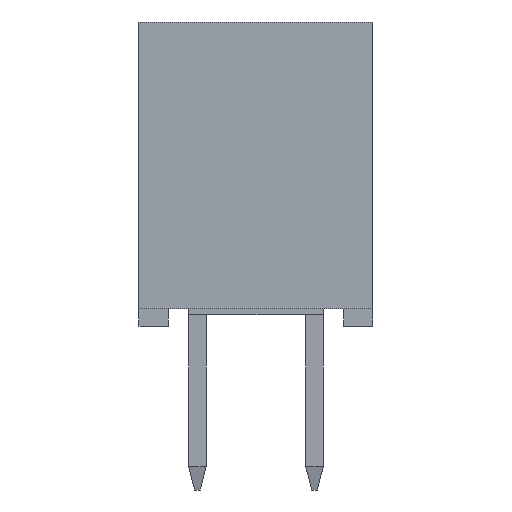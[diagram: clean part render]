
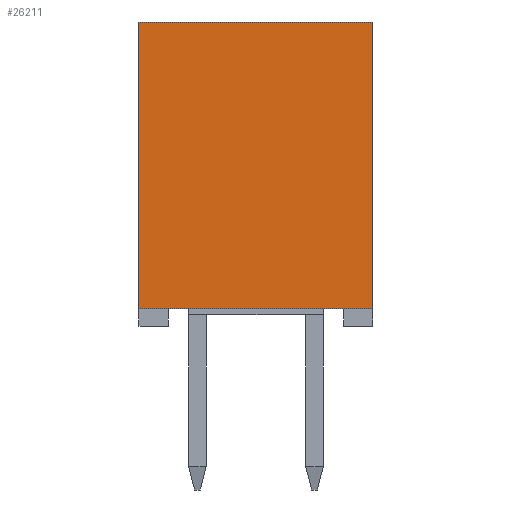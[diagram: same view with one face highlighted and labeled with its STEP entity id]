
A CAD part, front view. The second image highlights one B-rep face of the part: STEP entity #26211.
In plain terms, the highlighted face is planar.
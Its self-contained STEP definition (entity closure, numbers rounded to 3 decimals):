
#2445=ORIENTED_EDGE('',*,*,#7663,.F.);
#2446=ORIENTED_EDGE('',*,*,#7664,.F.);
#2447=ORIENTED_EDGE('',*,*,#7665,.F.);
#2448=ORIENTED_EDGE('',*,*,#7666,.F.);
#7663=EDGE_CURVE('',#10254,#10255,#12327,.T.);
#7664=EDGE_CURVE('',#10256,#10254,#12328,.T.);
#7665=EDGE_CURVE('',#10257,#10256,#12329,.T.);
#7666=EDGE_CURVE('',#10255,#10257,#12330,.T.);
#10254=VERTEX_POINT('',#35955);
#10255=VERTEX_POINT('',#35956);
#10256=VERTEX_POINT('',#35958);
#10257=VERTEX_POINT('',#35960);
#12327=LINE('',#35954,#14854);
#12328=LINE('',#35957,#14855);
#12329=LINE('',#35959,#14856);
#12330=LINE('',#35961,#14857);
#14854=VECTOR('',#30367,1000.);
#14855=VECTOR('',#30368,1000.);
#14856=VECTOR('',#30369,1000.);
#14857=VECTOR('',#30370,1000.);
#16670=EDGE_LOOP('',(#2445,#2446,#2447,#2448));
#17729=FACE_BOUND('',#16670,.T.);
#18773=PLANE('',#27302);
#26211=ADVANCED_FACE('',(#17729),#18773,.F.);
#27302=AXIS2_PLACEMENT_3D('',#35953,#30365,#30366);
#30365=DIRECTION('',(-1.,0.,0.));
#30366=DIRECTION('',(0.,0.,1.));
#30367=DIRECTION('',(0.,0.,1.));
#30368=DIRECTION('',(0.,-1.,0.));
#30369=DIRECTION('',(0.,0.,-1.));
#30370=DIRECTION('',(0.,1.,0.));
#35953=CARTESIAN_POINT('',(17.05,0.,0.));
#35954=CARTESIAN_POINT('',(17.05,-2.,-1.45));
#35955=CARTESIAN_POINT('',(17.05,-2.,-1.45));
#35956=CARTESIAN_POINT('',(17.05,-2.,3.45));
#35957=CARTESIAN_POINT('',(17.05,2.,-1.45));
#35958=CARTESIAN_POINT('',(17.05,2.,-1.45));
#35959=CARTESIAN_POINT('',(17.05,2.,1.45));
#35960=CARTESIAN_POINT('',(17.05,2.,3.45));
#35961=CARTESIAN_POINT('',(17.05,-2.,3.45));
